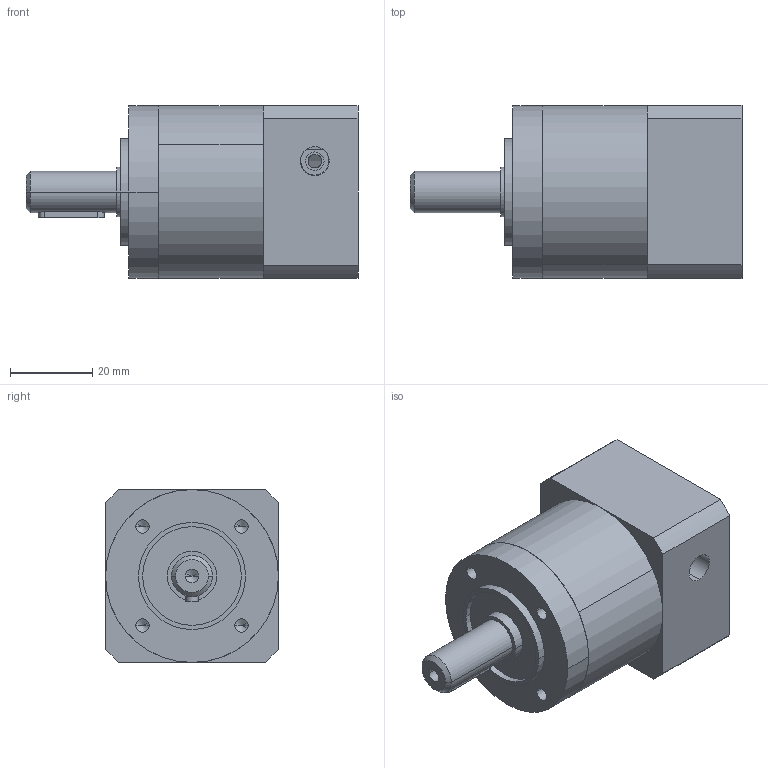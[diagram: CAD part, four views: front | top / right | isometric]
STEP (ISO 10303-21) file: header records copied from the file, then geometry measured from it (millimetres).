
FILE_DESCRIPTION (( 'STEP AP203' ), '1' );
FILE_NAME ('GPL042-L1-(8-30-45-M3).STEP', '2024-09-19T06:26:45', ( '' ), ( '' ), 'SwSTEP 2.0', 'SolidWorks 2019', '' );
FILE_SCHEMA (( 'CONFIG_CONTROL_DESIGN' ));
Length unit declared in the file: millimetre
Products named in the file (1): GPL042-L1-(8-30-45-M3)
Bounding box: 80.7 x 42 x 42 mm (x, y, z)
Volume: 65050.8 mm3; surface area: 25919 mm2
Topology: 4 solids, 4 shells, 140 faces, 340 edges, 211 vertices
Faces by surface type: cylinder 72, plane 46, cone 22
Entity records: 4817 total; most frequent: CARTESIAN_POINT 1424, DIRECTION 732, ORIENTED_EDGE 644, EDGE_CURVE 322, AXIS2_PLACEMENT_3D 287, VERTEX_POINT 211, EDGE_LOOP 175, LINE 158
